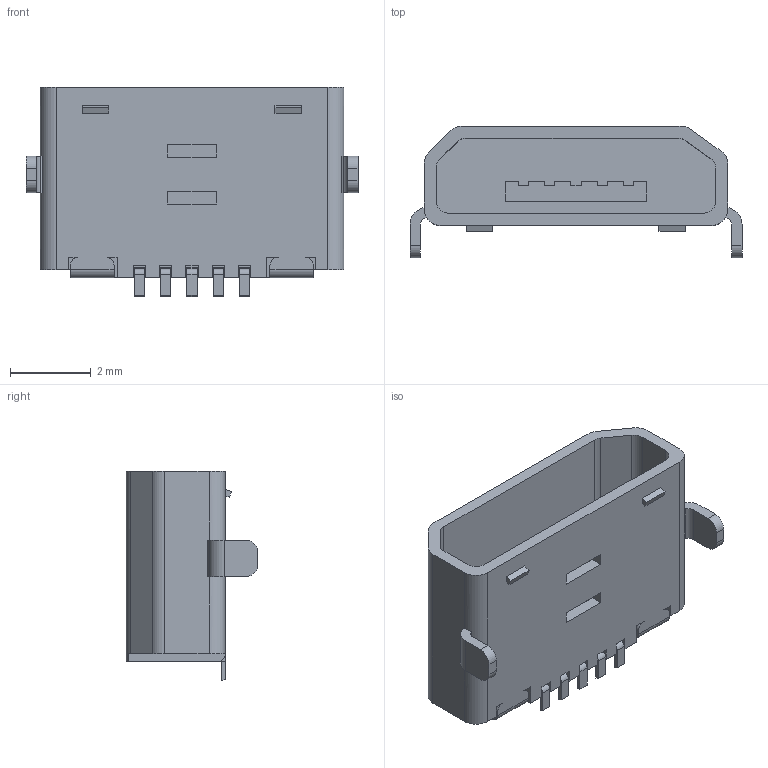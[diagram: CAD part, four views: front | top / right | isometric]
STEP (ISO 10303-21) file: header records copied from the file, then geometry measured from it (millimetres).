
FILE_DESCRIPTION(/* description */ ('Alibre Inc.'),/* implementation_level */ '2;1');
FILE_NAME(/* name */ 'export1',/* time_stamp */ '2017-01-30T13:55:59+08:00',/* author */ (''),/* organization */ (''),/* preprocessor_version */ 'ST-DEVELOPER v14',/* originating_system */ 'Alibre',/* authorisation */ '');
FILE_SCHEMA (('AUTOMOTIVE_DESIGN'));
Length unit declared in the file: centimetre
Bounding box: 8.2 x 3.25 x 5.17 mm (x, y, z)
Volume: 36.4 mm3; surface area: 215.6 mm2
Topology: 1 solids, 1 shells, 181 faces, 508 edges, 338 vertices
Faces by surface type: plane 145, cylinder 36
Entity records: 5685 total; most frequent: ORIENTED_EDGE 1016, CARTESIAN_POINT 1012, DIRECTION 787, EDGE_CURVE 508, VECTOR 420, LINE 420, VERTEX_POINT 338, AXIS2_PLACEMENT_3D 254
